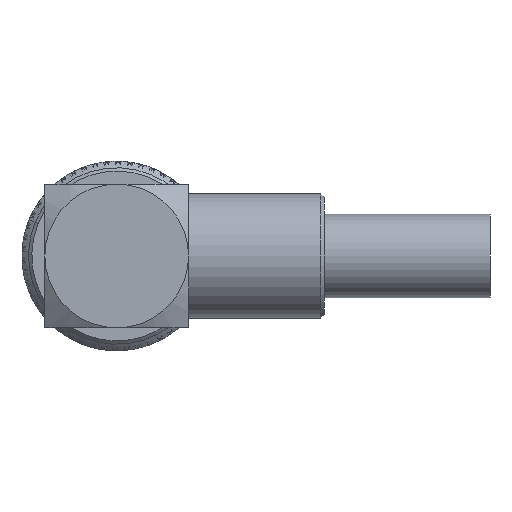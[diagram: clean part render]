
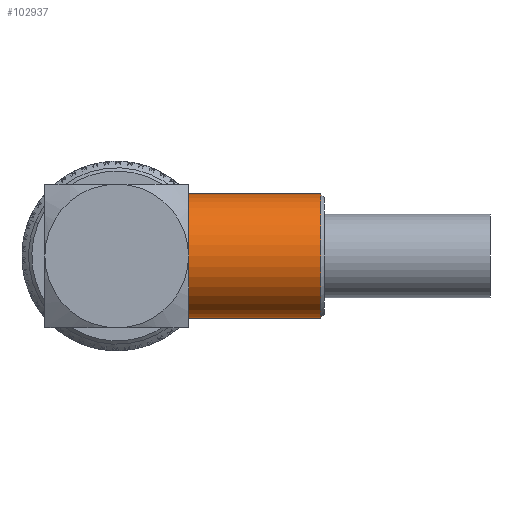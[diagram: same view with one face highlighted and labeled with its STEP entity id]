
A CAD part, left-side view. The second image highlights one B-rep face of the part: STEP entity #102937.
In plain terms, the highlighted cylindrical face has radius 4.75 mm (diameter 9.5 mm), a partial arc.
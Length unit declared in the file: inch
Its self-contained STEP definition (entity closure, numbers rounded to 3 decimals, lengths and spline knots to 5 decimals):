
#4135 = FACE_OUTER_BOUND ( 'NONE', #12410, .T. ) ;
#7291 = VERTEX_POINT ( 'NONE', #77780 ) ;
#7694 = VECTOR ( 'NONE', #32448, 39.37008 ) ;
#8301 = VERTEX_POINT ( 'NONE', #68290 ) ;
#8479 = EDGE_CURVE ( 'NONE', #8301, #7291, #16262, .T. ) ;
#9031 = EDGE_CURVE ( 'NONE', #17046, #37361, #94932, .T. ) ;
#12410 = EDGE_LOOP ( 'NONE', ( #80528, #99667, #81700, #20352 ) ) ;
#15741 = CARTESIAN_POINT ( 'NONE',  ( 0., -2.59585, 0.187 ) ) ;
#16262 = LINE ( 'NONE', #15741, #7694 ) ;
#17046 = VERTEX_POINT ( 'NONE', #21617 ) ;
#20352 = ORIENTED_EDGE ( 'NONE', *, *, #26120, .T. ) ;
#20901 = DIRECTION ( 'NONE',  ( 0., 1., 0. ) ) ;
#21353 = DIRECTION ( 'NONE',  ( 0., 1., 0. ) ) ;
#21617 = CARTESIAN_POINT ( 'NONE',  ( 0., -0.6152, -0.187 ) ) ;
#26120 = EDGE_CURVE ( 'NONE', #7291, #37361, #52946, .T. ) ;
#26133 = EDGE_CURVE ( 'NONE', #17046, #8301, #30513, .T. ) ;
#26366 = DIRECTION ( 'NONE',  ( 0., 0., 1. ) ) ;
#30513 = CIRCLE ( 'NONE', #68463, 0.187 ) ;
#31762 = VECTOR ( 'NONE', #20901, 39.37008 ) ;
#32239 = AXIS2_PLACEMENT_3D ( 'NONE', #92322, #67445, #26366 ) ;
#32448 = DIRECTION ( 'NONE',  ( 0., 1., 0. ) ) ;
#35528 = DIRECTION ( 'NONE',  ( 0., 1., 0. ) ) ;
#36990 = CYLINDRICAL_SURFACE ( 'NONE', #49782, 0.187 ) ;
#37361 = VERTEX_POINT ( 'NONE', #70458 ) ;
#44687 = DIRECTION ( 'NONE',  ( 0., 0., -1. ) ) ;
#47193 = CARTESIAN_POINT ( 'NONE',  ( 0., -2.59585, 0. ) ) ;
#49782 = AXIS2_PLACEMENT_3D ( 'NONE', #47193, #21353, #54249 ) ;
#52806 = CARTESIAN_POINT ( 'NONE',  ( 0., -0.6152, 0. ) ) ;
#52946 = CIRCLE ( 'NONE', #32239, 0.187 ) ;
#54249 = DIRECTION ( 'NONE',  ( 0., 0., 1. ) ) ;
#67445 = DIRECTION ( 'NONE',  ( 0., -1., 0. ) ) ;
#68290 = CARTESIAN_POINT ( 'NONE',  ( 0., -0.6152, 0.187 ) ) ;
#68463 = AXIS2_PLACEMENT_3D ( 'NONE', #52806, #35528, #44687 ) ;
#70458 = CARTESIAN_POINT ( 'NONE',  ( 0., -0.21654, -0.187 ) ) ;
#71087 = CARTESIAN_POINT ( 'NONE',  ( 0., -2.59585, -0.187 ) ) ;
#77780 = CARTESIAN_POINT ( 'NONE',  ( 0., -0.21654, 0.187 ) ) ;
#80528 = ORIENTED_EDGE ( 'NONE', *, *, #9031, .F. ) ;
#81700 = ORIENTED_EDGE ( 'NONE', *, *, #8479, .T. ) ;
#92322 = CARTESIAN_POINT ( 'NONE',  ( 0., -0.21654, 0. ) ) ;
#94932 = LINE ( 'NONE', #71087, #31762 ) ;
#99667 = ORIENTED_EDGE ( 'NONE', *, *, #26133, .T. ) ;
#102937 = ADVANCED_FACE ( 'NONE', ( #4135 ), #36990, .T. ) ;
